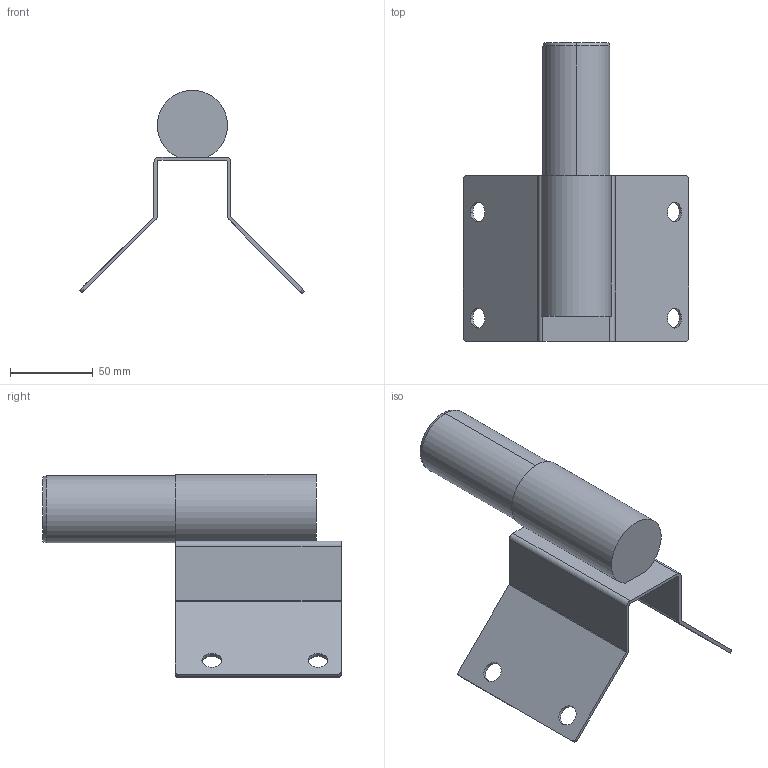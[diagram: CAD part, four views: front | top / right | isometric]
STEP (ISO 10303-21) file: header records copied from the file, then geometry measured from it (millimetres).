
FILE_DESCRIPTION (( 'STEP AP203' ), '1' );
FILE_NAME ('3D_GR3222_42.4x2_188684180.STEP', '2024-09-30T11:24:02', ( '' ), ( '' ), 'SwSTEP 2.0', 'SolidWorks 2024', '' );
FILE_SCHEMA (( 'CONFIG_CONTROL_DESIGN' ));
Length unit declared in the file: millimetre
Products named in the file (1): 3D_GR3222_42.4x2_188684180
Bounding box: 135.76 x 180 x 122.65 mm (x, y, z)
Volume: 267621.2 mm3; surface area: 69924.9 mm2
Topology: 1 solids, 1 shells, 41 faces, 112 edges, 74 vertices
Faces by surface type: cylinder 23, plane 16, cone 2
Entity records: 1411 total; most frequent: DIRECTION 244, CARTESIAN_POINT 228, ORIENTED_EDGE 224, EDGE_CURVE 112, AXIS2_PLACEMENT_3D 90, VERTEX_POINT 74, LINE 64, VECTOR 64
